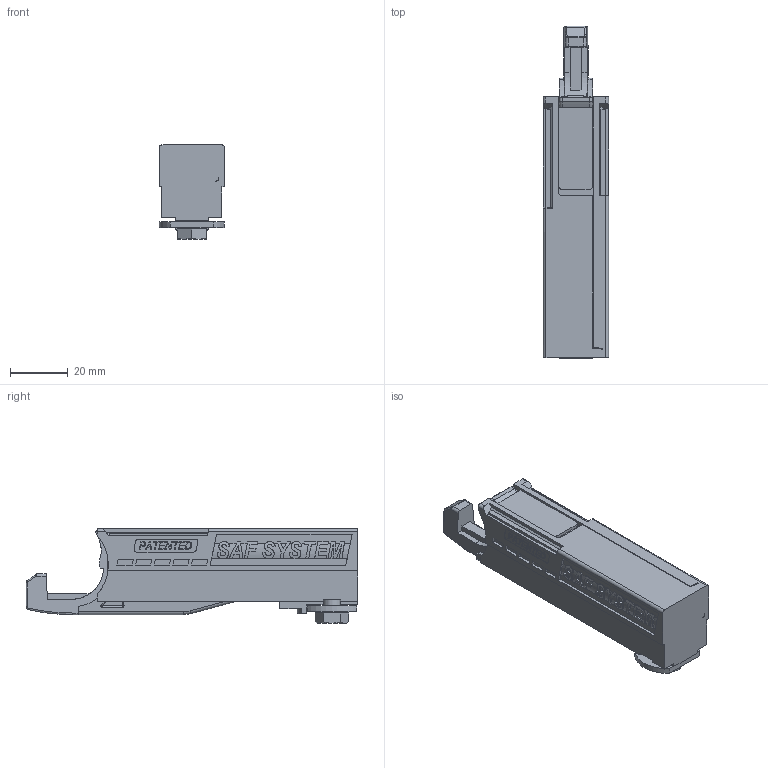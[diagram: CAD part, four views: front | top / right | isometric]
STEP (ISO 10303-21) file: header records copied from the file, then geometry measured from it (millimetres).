
FILE_DESCRIPTION(/* description */ (''),/* implementation_level */ '2;1');
FILE_NAME(/* name */ '11213S40.stp',/* time_stamp */ '2020-04-14T09:55:58+02:00',/* author */ ('Giuliano'),/* organization */ (''),/* preprocessor_version */ 'ST-DEVELOPER v17.2',/* originating_system */ 'Autodesk Inventor 2019',/* authorisation */ '');
FILE_SCHEMA (('AUTOMOTIVE_DESIGN { 1 0 10303 214 3 1 1 }'));
Products named in the file (1): 11213S40V_Shrinkwrap_2
Bounding box: 22.7 x 114.5 x 32.5 mm (x, y, z)
Volume: 50854.4 mm3; surface area: 14266.3 mm2
Topology: 1 solids, 1 shells, 845 faces, 2299 edges, 1508 vertices
Faces by surface type: plane 529, bspline 177, cylinder 112, torus 11, cone 10, sphere 6
Full cylindrical faces by diameter (mm): 6 x1, 6.5 x1, 8.88 x1
Entity records: 41684 total; most frequent: CARTESIAN_POINT 21518, ORIENTED_EDGE 4586, DIRECTION 3433, EDGE_CURVE 2293, LINE 1627, VECTOR 1627, VERTEX_POINT 1508, EDGE_LOOP 904
